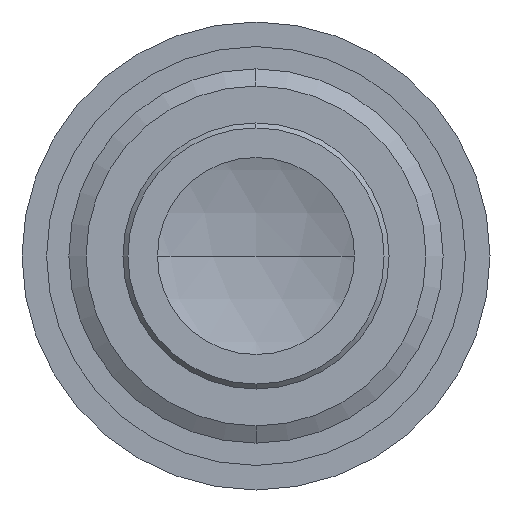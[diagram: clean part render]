
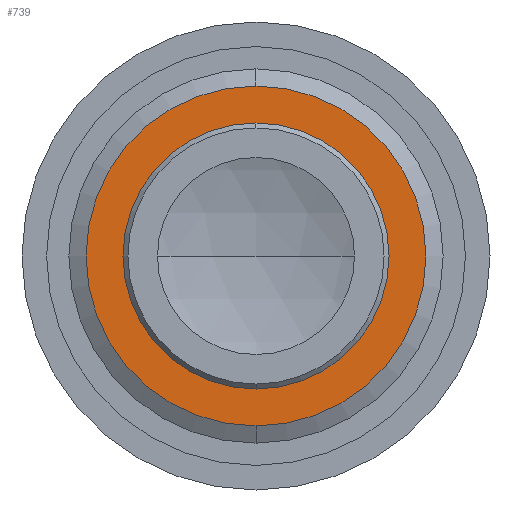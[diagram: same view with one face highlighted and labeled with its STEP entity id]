
A CAD part, left-side view. The second image highlights one B-rep face of the part: STEP entity #739.
In plain terms, the highlighted planar face has unit normal (-1, 0, 0).
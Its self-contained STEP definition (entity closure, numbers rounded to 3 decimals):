
#17 = ORIENTED_EDGE ( 'NONE', *, *, #926, .F. ) ;
#30 = EDGE_CURVE ( 'NONE', #117, #821, #952, .T. ) ;
#101 = ORIENTED_EDGE ( 'NONE', *, *, #30, .T. ) ;
#117 = VERTEX_POINT ( 'NONE', #913 ) ;
#143 = FACE_OUTER_BOUND ( 'NONE', #1342, .T. ) ;
#171 = ORIENTED_EDGE ( 'NONE', *, *, #674, .F. ) ;
#219 = AXIS2_PLACEMENT_3D ( 'NONE', #542, #386, #1312 ) ;
#302 = CARTESIAN_POINT ( 'NONE',  ( -2.971, 0., 34.5 ) ) ;
#321 = DIRECTION ( 'NONE',  ( 0., 0., 1. ) ) ;
#371 = CARTESIAN_POINT ( 'NONE',  ( -2.971, 0., 0. ) ) ;
#386 = DIRECTION ( 'NONE',  ( 1., 0., 0. ) ) ;
#406 = EDGE_CURVE ( 'NONE', #821, #117, #829, .T. ) ;
#429 = AXIS2_PLACEMENT_3D ( 'NONE', #1437, #988, #321 ) ;
#432 = AXIS2_PLACEMENT_3D ( 'NONE', #1135, #1290, #831 ) ;
#503 = AXIS2_PLACEMENT_3D ( 'NONE', #631, #515, #1306 ) ;
#515 = DIRECTION ( 'NONE',  ( 1., 0., 0. ) ) ;
#542 = CARTESIAN_POINT ( 'NONE',  ( -2.971, 0., 0. ) ) ;
#599 = CIRCLE ( 'NONE', #503, 34.5 ) ;
#631 = CARTESIAN_POINT ( 'NONE',  ( -2.971, 0., 0. ) ) ;
#674 = EDGE_CURVE ( 'NONE', #925, #705, #599, .T. ) ;
#705 = VERTEX_POINT ( 'NONE', #302 ) ;
#739 = ADVANCED_FACE ( 'NONE', ( #835, #143 ), #1097, .T. ) ;
#771 = CARTESIAN_POINT ( 'NONE',  ( -2.971, 0., -34.5 ) ) ;
#788 = DIRECTION ( 'NONE',  ( 0., 0., -1. ) ) ;
#821 = VERTEX_POINT ( 'NONE', #986 ) ;
#829 = CIRCLE ( 'NONE', #219, 27. ) ;
#831 = DIRECTION ( 'NONE',  ( 0., 0., -1. ) ) ;
#835 = FACE_BOUND ( 'NONE', #897, .T. ) ;
#897 = EDGE_LOOP ( 'NONE', ( #931, #101 ) ) ;
#913 = CARTESIAN_POINT ( 'NONE',  ( -2.971, 0., 27. ) ) ;
#925 = VERTEX_POINT ( 'NONE', #771 ) ;
#926 = EDGE_CURVE ( 'NONE', #705, #925, #1081, .T. ) ;
#931 = ORIENTED_EDGE ( 'NONE', *, *, #406, .T. ) ;
#952 = CIRCLE ( 'NONE', #432, 27. ) ;
#986 = CARTESIAN_POINT ( 'NONE',  ( -2.971, 0., -27. ) ) ;
#988 = DIRECTION ( 'NONE',  ( -1., 0., 0. ) ) ;
#1081 = CIRCLE ( 'NONE', #1218, 34.5 ) ;
#1097 = PLANE ( 'NONE',  #429 ) ;
#1135 = CARTESIAN_POINT ( 'NONE',  ( -2.971, 0., 0. ) ) ;
#1218 = AXIS2_PLACEMENT_3D ( 'NONE', #371, #1227, #788 ) ;
#1227 = DIRECTION ( 'NONE',  ( 1., 0., 0. ) ) ;
#1290 = DIRECTION ( 'NONE',  ( 1., 0., 0. ) ) ;
#1306 = DIRECTION ( 'NONE',  ( 0., 0., -1. ) ) ;
#1312 = DIRECTION ( 'NONE',  ( 0., 0., -1. ) ) ;
#1342 = EDGE_LOOP ( 'NONE', ( #171, #17 ) ) ;
#1437 = CARTESIAN_POINT ( 'NONE',  ( -2.971, 27., 0. ) ) ;
